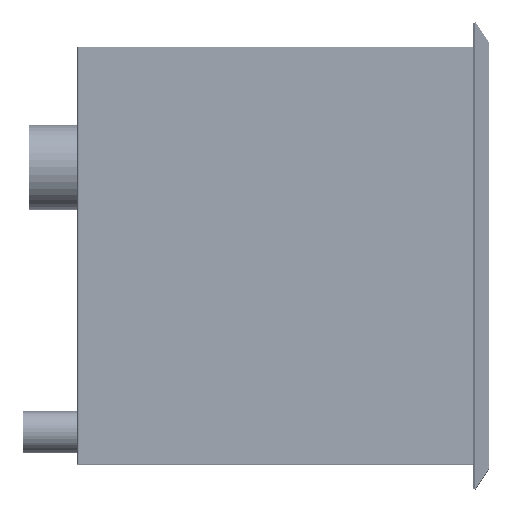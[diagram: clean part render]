
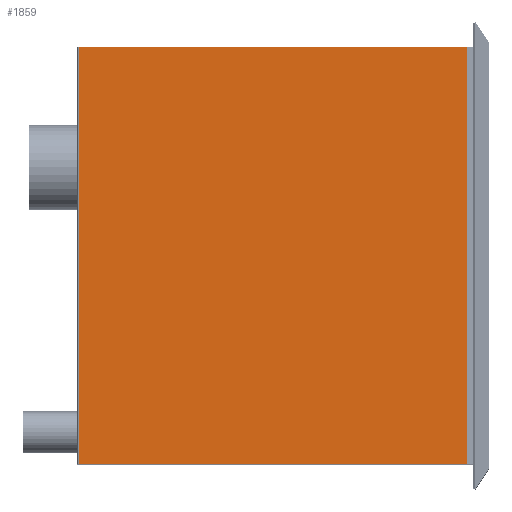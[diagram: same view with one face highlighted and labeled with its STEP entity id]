
A CAD part, top view. The second image highlights one B-rep face of the part: STEP entity #1859.
In plain terms, the highlighted planar face has unit normal (0, 0, 1).
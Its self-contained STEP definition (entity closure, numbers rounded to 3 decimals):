
#1859=ADVANCED_FACE('',(#18372),#18374,.T.);
#18372=FACE_BOUND('',#18373,.T.);
#18373=EDGE_LOOP('',(#43402,#43403,#43404,#43405));
#18374=PLANE('',#18375);
#18375=AXIS2_PLACEMENT_3D('',#18376,#18377,#18378);
#18376=CARTESIAN_POINT('',(1.25,-130.,328.8));
#18377=DIRECTION('',(0.,0.,1.));
#18378=DIRECTION('',(1.,0.,0.));
#43402=ORIENTED_EDGE('',*,*,#52281,.T.);
#43403=ORIENTED_EDGE('',*,*,#52173,.F.);
#43404=ORIENTED_EDGE('',*,*,#52296,.F.);
#43405=ORIENTED_EDGE('',*,*,#52297,.F.);
#52173=EDGE_CURVE('',#56998,#56993,#57000,.T.);
#52281=EDGE_CURVE('',#57189,#56993,#57190,.T.);
#52296=EDGE_CURVE('',#57213,#56998,#57215,.T.);
#52297=EDGE_CURVE('',#57189,#57213,#57216,.T.);
#56993=VERTEX_POINT('',#71123);
#56998=VERTEX_POINT('',#71132);
#57000=LINE('',#71136,#71137);
#57189=VERTEX_POINT('',#73842);
#57190=LINE('',#73843,#73844);
#57213=VERTEX_POINT('',#73901);
#57215=LINE('',#73906,#73907);
#57216=LINE('',#73909,#73910);
#71123=CARTESIAN_POINT('',(243.,-130.,328.8));
#71132=CARTESIAN_POINT('',(243.,130.,328.8));
#71136=CARTESIAN_POINT('',(243.,130.,328.8));
#71137=VECTOR('',#71138,1.);
#71138=DIRECTION('',(0.,-1.,0.));
#73842=CARTESIAN_POINT('',(1.25,-130.,328.8));
#73843=CARTESIAN_POINT('',(1.25,-130.,328.8));
#73844=VECTOR('',#73845,1.);
#73845=DIRECTION('',(1.,0.,0.));
#73901=CARTESIAN_POINT('',(1.25,130.,328.8));
#73906=CARTESIAN_POINT('',(1.25,130.,328.8));
#73907=VECTOR('',#73908,1.);
#73908=DIRECTION('',(1.,0.,0.));
#73909=CARTESIAN_POINT('',(1.25,-130.,328.8));
#73910=VECTOR('',#73911,1.);
#73911=DIRECTION('',(0.,1.,0.));
